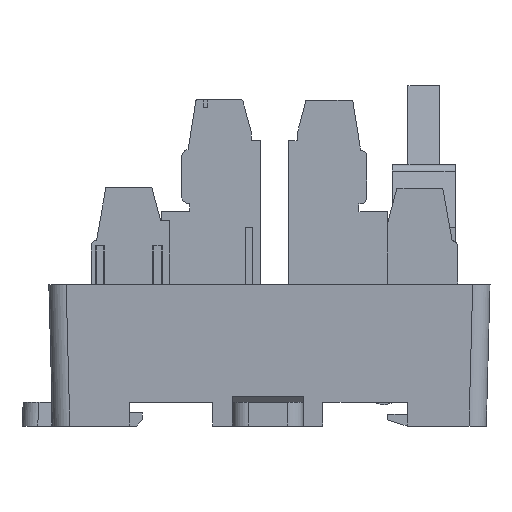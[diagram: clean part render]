
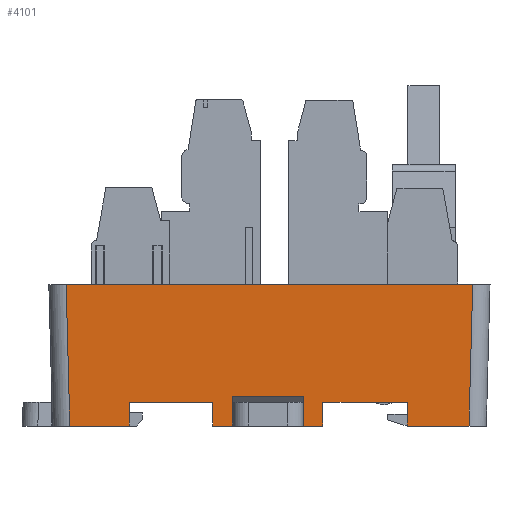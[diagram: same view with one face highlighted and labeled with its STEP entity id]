
A CAD part, left-side view. The second image highlights one B-rep face of the part: STEP entity #4101.
In plain terms, the highlighted planar face has unit normal (-1, 0, -0.026).
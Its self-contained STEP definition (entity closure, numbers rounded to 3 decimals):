
#2319=FACE_OUTER_BOUND('',#8609,.T.);
#4101=ADVANCED_FACE('',(#2319),#5995,.T.);
#5995=PLANE('',#37234);
#8609=EDGE_LOOP('',(#12037,#12038,#12039,#12040,#12041,#12042,#12043,#12044,
#12045,#12046,#12047,#12048,#12049,#12050,#12051,#12052));
#12037=ORIENTED_EDGE('',*,*,#24692,.T.);
#12038=ORIENTED_EDGE('',*,*,#24776,.T.);
#12039=ORIENTED_EDGE('',*,*,#24777,.F.);
#12040=ORIENTED_EDGE('',*,*,#24778,.T.);
#12041=ORIENTED_EDGE('',*,*,#24645,.T.);
#12042=ORIENTED_EDGE('',*,*,#24635,.F.);
#12043=ORIENTED_EDGE('',*,*,#24680,.F.);
#12044=ORIENTED_EDGE('',*,*,#24631,.F.);
#12045=ORIENTED_EDGE('',*,*,#24629,.T.);
#12046=ORIENTED_EDGE('',*,*,#24626,.F.);
#12047=ORIENTED_EDGE('',*,*,#24622,.T.);
#12048=ORIENTED_EDGE('',*,*,#24620,.F.);
#12049=ORIENTED_EDGE('',*,*,#24617,.T.);
#12050=ORIENTED_EDGE('',*,*,#24616,.T.);
#12051=ORIENTED_EDGE('',*,*,#24679,.F.);
#12052=ORIENTED_EDGE('',*,*,#24682,.T.);
#21114=VERTEX_POINT('',#49940);
#21115=VERTEX_POINT('',#49942);
#21116=VERTEX_POINT('',#49946);
#21118=VERTEX_POINT('',#49952);
#21119=VERTEX_POINT('',#49956);
#21121=VERTEX_POINT('',#49963);
#21122=VERTEX_POINT('',#49967);
#21123=VERTEX_POINT('',#49971);
#21124=VERTEX_POINT('',#49975);
#21126=VERTEX_POINT('',#49979);
#21130=VERTEX_POINT('',#50000);
#21149=VERTEX_POINT('',#50063);
#21150=VERTEX_POINT('',#50069);
#21155=VERTEX_POINT('',#50084);
#21212=VERTEX_POINT('',#50255);
#21213=VERTEX_POINT('',#50259);
#24616=EDGE_CURVE('',#21114,#21115,#29459,.T.);
#24617=EDGE_CURVE('',#21116,#21114,#29460,.T.);
#24620=EDGE_CURVE('',#21116,#21118,#29463,.T.);
#24622=EDGE_CURVE('',#21119,#21118,#29465,.T.);
#24626=EDGE_CURVE('',#21119,#21121,#29469,.T.);
#24629=EDGE_CURVE('',#21122,#21121,#29472,.T.);
#24631=EDGE_CURVE('',#21122,#21123,#29474,.T.);
#24635=EDGE_CURVE('',#21126,#21124,#29478,.T.);
#24645=EDGE_CURVE('',#21130,#21124,#29488,.T.);
#24679=EDGE_CURVE('',#21149,#21115,#29520,.T.);
#24680=EDGE_CURVE('',#21123,#21126,#29521,.T.);
#24682=EDGE_CURVE('',#21149,#21150,#29523,.T.);
#24692=EDGE_CURVE('',#21150,#21155,#29531,.T.);
#24776=EDGE_CURVE('',#21155,#21212,#29605,.T.);
#24777=EDGE_CURVE('',#21213,#21212,#29606,.T.);
#24778=EDGE_CURVE('',#21213,#21130,#29607,.T.);
#29459=LINE('',#49943,#33473);
#29460=LINE('',#49945,#33474);
#29463=LINE('',#49951,#33477);
#29465=LINE('',#49955,#33479);
#29469=LINE('',#49962,#33483);
#29472=LINE('',#49968,#33486);
#29474=LINE('',#49972,#33488);
#29478=LINE('',#49980,#33492);
#29488=LINE('',#49999,#33502);
#29520=LINE('',#50064,#33534);
#29521=LINE('',#50065,#33535);
#29523=LINE('',#50068,#33537);
#29531=LINE('',#50085,#33545);
#29605=LINE('',#50256,#33619);
#29606=LINE('',#50258,#33620);
#29607=LINE('',#50260,#33621);
#33473=VECTOR('',#40476,1.);
#33474=VECTOR('',#40479,1.);
#33477=VECTOR('',#40484,1.);
#33479=VECTOR('',#40488,1.);
#33483=VECTOR('',#40494,1.);
#33486=VECTOR('',#40499,1.);
#33488=VECTOR('',#40503,1.);
#33492=VECTOR('',#40509,1.);
#33502=VECTOR('',#40531,1.);
#33534=VECTOR('',#40589,1.);
#33535=VECTOR('',#40590,1.);
#33537=VECTOR('',#40594,1.);
#33545=VECTOR('',#40608,1.);
#33619=VECTOR('',#40762,1.);
#33620=VECTOR('',#40765,1.);
#33621=VECTOR('',#40766,1.);
#37234=AXIS2_PLACEMENT_3D('',#50261,#40767,#40768);
#40476=DIRECTION('',(-0.026,0.,1.));
#40479=DIRECTION('',(0.,-1.,0.));
#40484=DIRECTION('',(-0.026,0.,1.));
#40488=DIRECTION('',(0.,-1.,0.));
#40494=DIRECTION('',(0.026,0.,-1.));
#40499=DIRECTION('',(0.,-1.,0.));
#40503=DIRECTION('',(-0.026,0.,1.));
#40509=DIRECTION('',(0.026,0.,-1.));
#40531=DIRECTION('',(0.,-1.,0.));
#40589=DIRECTION('',(0.,1.,0.));
#40590=DIRECTION('',(0.,1.,0.));
#40594=DIRECTION('',(0.026,0.,-1.));
#40608=DIRECTION('',(0.,-1.,0.));
#40762=DIRECTION('',(-0.026,-0.026,0.999));
#40765=DIRECTION('',(0.,-1.,0.));
#40766=DIRECTION('',(0.026,-0.026,-0.999));
#40767=DIRECTION('',(-1.,0.,-0.026));
#40768=DIRECTION('',(-0.026,0.,1.));
#49940=CARTESIAN_POINT('',(-128.593,-6.8,-18.));
#49942=CARTESIAN_POINT('',(-128.672,-6.8,-15.));
#49943=CARTESIAN_POINT('',(-129.064,-6.8,-0.003));
#49945=CARTESIAN_POINT('',(-128.593,0.2,-18.));
#49946=CARTESIAN_POINT('',(-128.593,-4.35,-18.));
#49951=CARTESIAN_POINT('',(-129.064,-4.35,-0.003));
#49952=CARTESIAN_POINT('',(-128.691,-4.35,-14.274));
#49955=CARTESIAN_POINT('',(-128.691,-209.245,-14.274));
#49956=CARTESIAN_POINT('',(-128.691,4.75,-14.274));
#49962=CARTESIAN_POINT('',(-129.064,4.75,-0.003));
#49963=CARTESIAN_POINT('',(-128.593,4.75,-18.));
#49967=CARTESIAN_POINT('',(-128.593,7.2,-18.));
#49968=CARTESIAN_POINT('',(-128.593,0.2,-18.));
#49971=CARTESIAN_POINT('',(-128.672,7.2,-15.));
#49972=CARTESIAN_POINT('',(-128.581,7.2,-18.461));
#49975=CARTESIAN_POINT('',(-128.593,17.85,-18.));
#49979=CARTESIAN_POINT('',(-128.672,17.85,-15.));
#49980=CARTESIAN_POINT('',(-128.659,17.85,-15.49));
#49999=CARTESIAN_POINT('',(-128.593,0.2,-18.));
#50000=CARTESIAN_POINT('',(-128.593,25.379,-18.));
#50063=CARTESIAN_POINT('',(-128.672,-17.55,-15.));
#50064=CARTESIAN_POINT('',(-128.672,0.2,-15.));
#50065=CARTESIAN_POINT('',(-128.672,0.2,-15.));
#50068=CARTESIAN_POINT('',(-129.064,-17.55,-0.003));
#50069=CARTESIAN_POINT('',(-128.593,-17.55,-18.));
#50084=CARTESIAN_POINT('',(-128.593,-25.379,-18.));
#50085=CARTESIAN_POINT('',(-128.593,-0.3,-18.));
#50255=CARTESIAN_POINT('',(-129.064,-25.851,0.));
#50256=CARTESIAN_POINT('',(-129.047,-25.833,-0.66));
#50258=CARTESIAN_POINT('',(-129.064,-0.3,0.));
#50259=CARTESIAN_POINT('',(-129.064,25.851,0.));
#50260=CARTESIAN_POINT('',(-129.047,25.833,-0.66));
#50261=CARTESIAN_POINT('',(-129.064,-0.3,-0.003));
